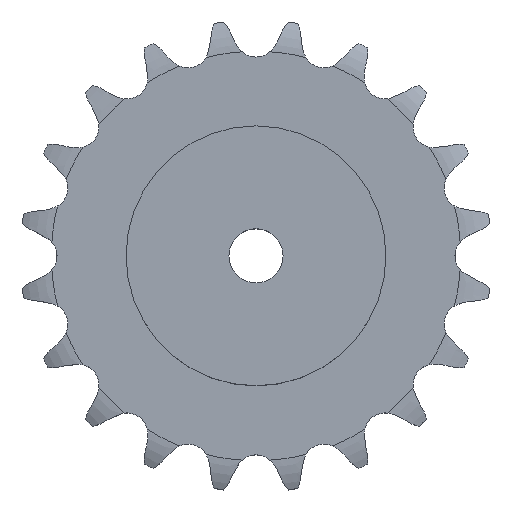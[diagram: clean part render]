
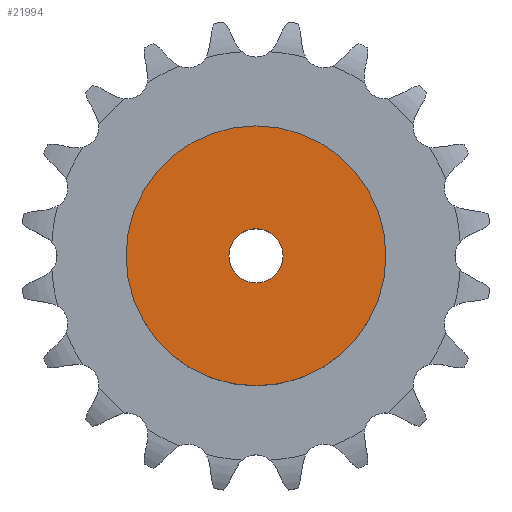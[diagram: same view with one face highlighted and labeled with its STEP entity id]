
A CAD part, top view. The second image highlights one B-rep face of the part: STEP entity #21994.
In plain terms, the highlighted planar face has unit normal (0, 0, 1).
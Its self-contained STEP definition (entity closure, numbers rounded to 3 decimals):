
#2904 = CYLINDRICAL_SURFACE('',#2905,60.);
#2905 = AXIS2_PLACEMENT_3D('',#2906,#2907,#2908);
#2906 = CARTESIAN_POINT('',(0.,0.,0.));
#2907 = DIRECTION('',(-0.,-0.,-1.));
#2908 = DIRECTION('',(1.,0.,0.));
#14075 = VERTEX_POINT('',#14076);
#14076 = CARTESIAN_POINT('',(60.,0.,50.));
#14097 = EDGE_CURVE('',#14075,#14075,#14098,.T.);
#14098 = SURFACE_CURVE('',#14099,(#14104,#14111),.PCURVE_S1.);
#14099 = CIRCLE('',#14100,60.);
#14100 = AXIS2_PLACEMENT_3D('',#14101,#14102,#14103);
#14101 = CARTESIAN_POINT('',(0.,0.,50.));
#14102 = DIRECTION('',(0.,0.,1.));
#14103 = DIRECTION('',(1.,0.,0.));
#14104 = PCURVE('',#2904,#14105);
#14105 = DEFINITIONAL_REPRESENTATION('',(#14106),#14110);
#14106 = LINE('',#14107,#14108);
#14107 = CARTESIAN_POINT('',(-0.,-50.));
#14108 = VECTOR('',#14109,1.);
#14109 = DIRECTION('',(-1.,0.));
#14110 = ( GEOMETRIC_REPRESENTATION_CONTEXT(2) 
PARAMETRIC_REPRESENTATION_CONTEXT() REPRESENTATION_CONTEXT('2D SPACE',''
  ) );
#14111 = PCURVE('',#14112,#14117);
#14112 = PLANE('',#14113);
#14113 = AXIS2_PLACEMENT_3D('',#14114,#14115,#14116);
#14114 = CARTESIAN_POINT('',(0.,0.,50.)
  );
#14115 = DIRECTION('',(0.,0.,1.));
#14116 = DIRECTION('',(1.,0.,0.));
#14117 = DEFINITIONAL_REPRESENTATION('',(#14118),#14122);
#14118 = CIRCLE('',#14119,60.);
#14119 = AXIS2_PLACEMENT_2D('',#14120,#14121);
#14120 = CARTESIAN_POINT('',(0.,0.));
#14121 = DIRECTION('',(1.,0.));
#14122 = ( GEOMETRIC_REPRESENTATION_CONTEXT(2) 
PARAMETRIC_REPRESENTATION_CONTEXT() REPRESENTATION_CONTEXT('2D SPACE',''
  ) );
#18772 = CYLINDRICAL_SURFACE('',#18773,12.5);
#18773 = AXIS2_PLACEMENT_3D('',#18774,#18775,#18776);
#18774 = CARTESIAN_POINT('',(0.,0.,339.224));
#18775 = DIRECTION('',(0.,0.,1.));
#18776 = DIRECTION('',(1.,0.,0.));
#21994 = ADVANCED_FACE('',(#21995,#21998),#14112,.T.);
#21995 = FACE_BOUND('',#21996,.T.);
#21996 = EDGE_LOOP('',(#21997));
#21997 = ORIENTED_EDGE('',*,*,#14097,.T.);
#21998 = FACE_BOUND('',#21999,.T.);
#21999 = EDGE_LOOP('',(#22000));
#22000 = ORIENTED_EDGE('',*,*,#22001,.F.);
#22001 = EDGE_CURVE('',#22002,#22002,#22004,.T.);
#22002 = VERTEX_POINT('',#22003);
#22003 = CARTESIAN_POINT('',(12.5,0.,50.));
#22004 = SURFACE_CURVE('',#22005,(#22010,#22017),.PCURVE_S1.);
#22005 = CIRCLE('',#22006,12.5);
#22006 = AXIS2_PLACEMENT_3D('',#22007,#22008,#22009);
#22007 = CARTESIAN_POINT('',(0.,0.,50.));
#22008 = DIRECTION('',(0.,0.,1.));
#22009 = DIRECTION('',(1.,0.,0.));
#22010 = PCURVE('',#14112,#22011);
#22011 = DEFINITIONAL_REPRESENTATION('',(#22012),#22016);
#22012 = CIRCLE('',#22013,12.5);
#22013 = AXIS2_PLACEMENT_2D('',#22014,#22015);
#22014 = CARTESIAN_POINT('',(0.,0.));
#22015 = DIRECTION('',(1.,0.));
#22016 = ( GEOMETRIC_REPRESENTATION_CONTEXT(2) 
PARAMETRIC_REPRESENTATION_CONTEXT() REPRESENTATION_CONTEXT('2D SPACE',''
  ) );
#22017 = PCURVE('',#18772,#22018);
#22018 = DEFINITIONAL_REPRESENTATION('',(#22019),#22023);
#22019 = LINE('',#22020,#22021);
#22020 = CARTESIAN_POINT('',(0.,-289.224));
#22021 = VECTOR('',#22022,1.);
#22022 = DIRECTION('',(1.,0.));
#22023 = ( GEOMETRIC_REPRESENTATION_CONTEXT(2) 
PARAMETRIC_REPRESENTATION_CONTEXT() REPRESENTATION_CONTEXT('2D SPACE',''
  ) );
